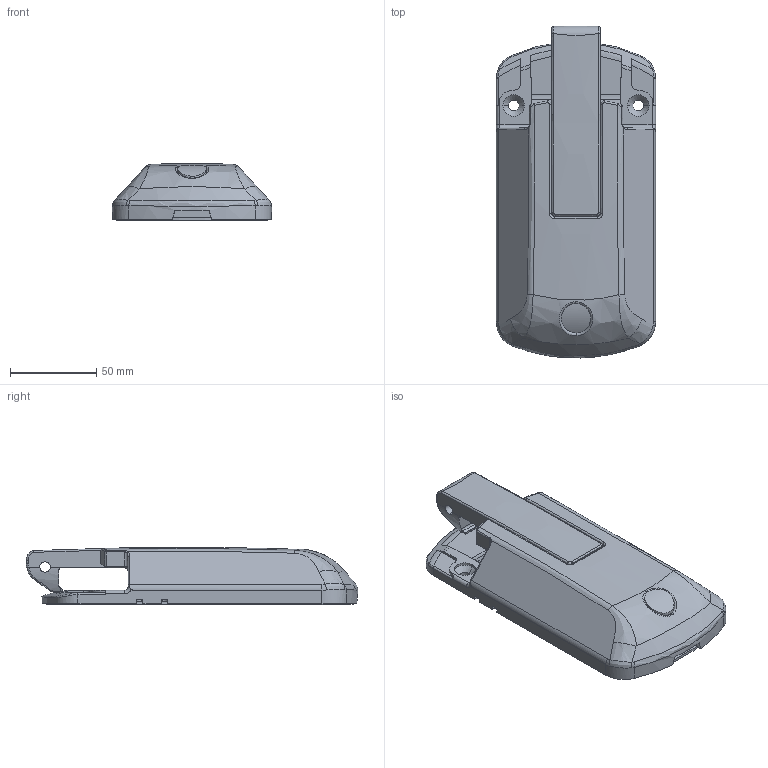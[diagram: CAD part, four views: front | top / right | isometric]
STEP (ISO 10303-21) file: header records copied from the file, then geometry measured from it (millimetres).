
FILE_DESCRIPTION (( 'STEP AP203' ), '1' );
FILE_NAME ('FA-822-C-X-2.STEP', '2020-04-13T01:51:07', ( '' ), ( '' ), 'SwSTEP 2.0', 'SolidWorks 2018', '' );
FILE_SCHEMA (( 'CONFIG_CONTROL_DESIGN' ));
Length unit declared in the file: millimetre
Products named in the file (6): FA-822-C-X-2_カギナシパッキン_; FA-822-C-X-2_フックシャフト_; FA-822-C-X-2; FA-822-C-X-2_カマ_; FA-822-C-X-2_カギナシ本体_; FA-822-C-X-2_メクラキャップ_
Assembly tree (5 placements, depth 2):
  FA-822-C-X-2
    FA-822-C-X-2_カギナシ本体_
    FA-822-C-X-2_カマ_
    FA-822-C-X-2_フックシャフト_
    FA-822-C-X-2_カギナシパッキン_
    FA-822-C-X-2_メクラキャップ_
Bounding box: 92 x 191.93 x 33.22 mm (x, y, z)
Volume: 163800.7 mm3; surface area: 93009.6 mm2
Topology: 5 solids, 5 shells, 423 faces, 1153 edges, 739 vertices
Faces by surface type: plane 151, cylinder 137, bspline 79, torus 41, cone 10, sphere 5
Entity records: 19040 total; most frequent: CARTESIAN_POINT 8316, ORIENTED_EDGE 2306, DIRECTION 1924, EDGE_CURVE 1153, VERTEX_POINT 739, AXIS2_PLACEMENT_3D 716, VECTOR 492, LINE 492
